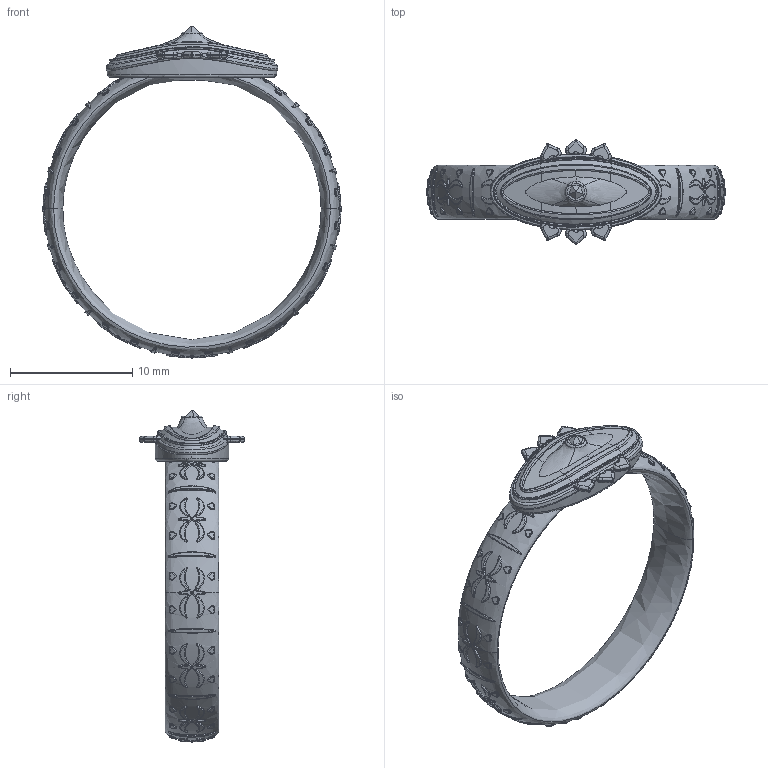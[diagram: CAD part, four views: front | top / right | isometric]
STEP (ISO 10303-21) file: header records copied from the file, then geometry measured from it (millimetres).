
FILE_DESCRIPTION(('FreeCAD Model'),'2;1');
FILE_NAME('Open CASCADE Shape Model','2025-05-04T12:41:20',('FreeCAD'),( 'FreeCAD'),'Open CASCADE STEP processor 7.6','FreeCAD','Unknown');
FILE_SCHEMA(('AUTOMOTIVE_DESIGN { 1 0 10303 214 1 1 1 1 }'));
Products named in the file (1): Open CASCADE STEP translator 7.6 1
Bounding box: 24.41 x 8.67 x 27.18 mm (x, y, z)
Volume: 500.3 mm3; surface area: 888.7 mm2
Topology: 7 solids, 8 shells, 1346 faces, 3283 edges, 1876 vertices
Faces by surface type: bspline 1346
Entity records: 113234 total; most frequent: CARTESIAN_POINT 94414, ORIENTED_EDGE 6298, EDGE_CURVE 3149, B_SPLINE_CURVE_WITH_KNOTS 2667, VERTEX_POINT 1876, FACE_BOUND 1405, EDGE_LOOP 1405, ADVANCED_FACE 1346
